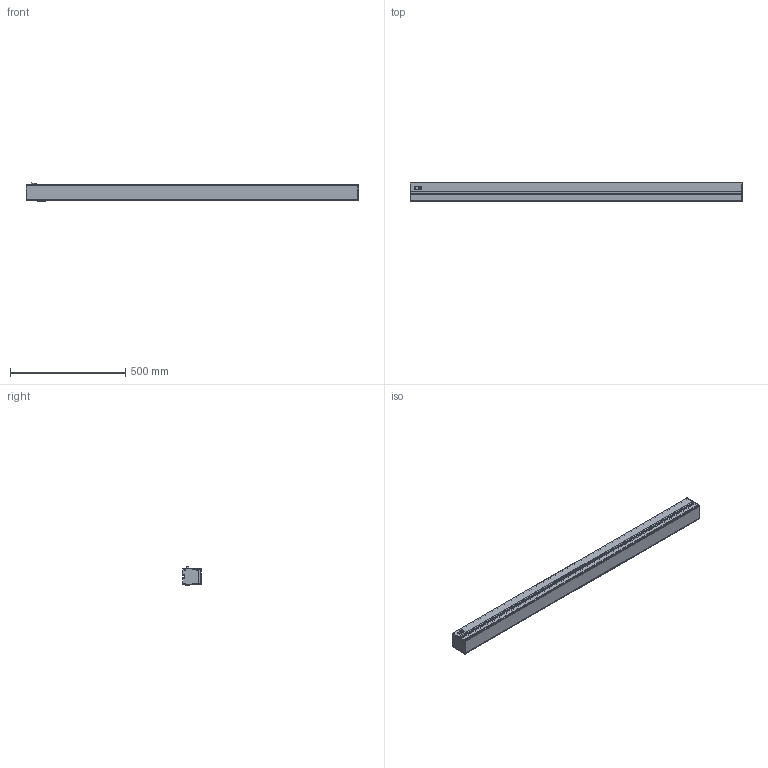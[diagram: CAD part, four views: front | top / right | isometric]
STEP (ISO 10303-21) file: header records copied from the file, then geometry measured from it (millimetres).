
FILE_DESCRIPTION(/* description */ ('KriTec LED Arbeitsplatzleuchte 1500 BASIC'),/* implementation_level */ '2;1');
FILE_NAME(/* name */ '22150 KriTec LED Arbeitsplatzleuchte 1500 BASIC.stp',/* time_stamp */ '2019-09-19T16:04:15+02:00',/* author */ ('Nell'),/* organization */ (''),/* preprocessor_version */ 'ST-DEVELOPER v17',/* originating_system */ 'Autodesk Inventor 2018',/* authorisation */ '');
FILE_SCHEMA (('AUTOMOTIVE_DESIGN { 1 0 10303 214 3 1 1 }'));
Length unit declared in the file: millimetre
Products named in the file (15): 22150; Bauteil154; Bauteil155; Bauteil156; Bauteil_199010; Bauteil_13210; Bauteil_13210_1; Bauteil_13210_2; Bauteil161; Bauteil_13210_3; Bauteil_13210_4; Bauteil_13210_5; Bauteil_13210_6; Bauteil166; Bauteil_13210_7
Assembly tree (14 placements, depth 2):
  22150
    Bauteil154
    Bauteil155
    Bauteil156
    Bauteil_199010
    Bauteil_13210
    Bauteil_13210_1
    Bauteil_13210_2
    Bauteil161
    Bauteil_13210_3
    Bauteil_13210_4
    Bauteil_13210_5
    Bauteil_13210_6
    Bauteil166
    Bauteil_13210_7
Bounding box: 1439.5 x 80.4 x 80.1 mm (x, y, z)
Volume: 6843172.4 mm3; surface area: 898775.9 mm2
Topology: 14 solids, 14 shells, 523 faces, 1505 edges, 1006 vertices
Faces by surface type: plane 248, cylinder 184, cone 48, torus 32, sphere 11
Full cylindrical faces by diameter (mm): 2 x3, 2.5 x4, 3.2 x8, 5.5 x8, 7.6 x3
Entity records: 18180 total; most frequent: CARTESIAN_POINT 3628, DIRECTION 3020, ORIENTED_EDGE 2988, EDGE_CURVE 1494, AXIS2_PLACEMENT_3D 1102, VERTEX_POINT 1006, LINE 816, VECTOR 816
